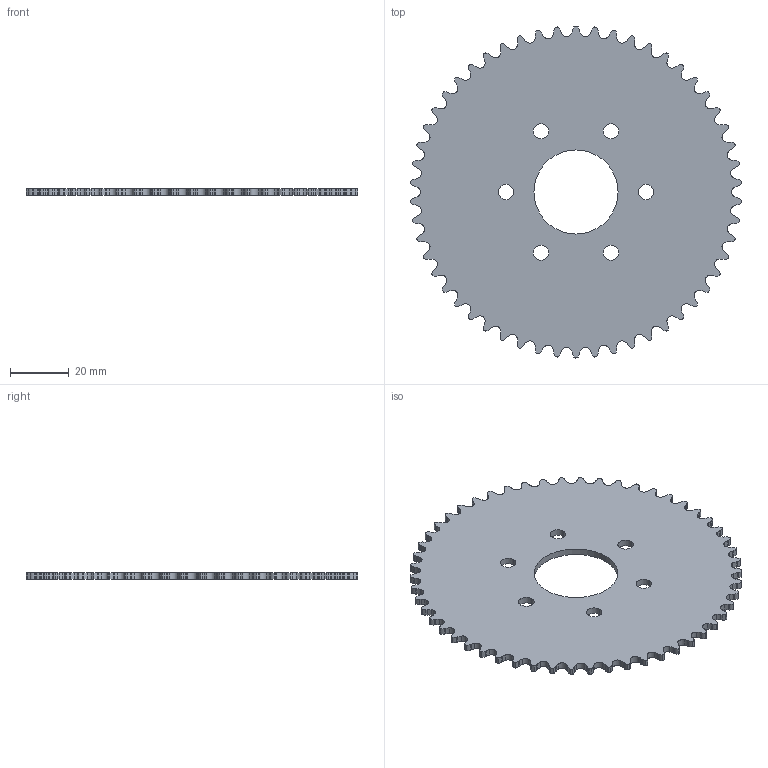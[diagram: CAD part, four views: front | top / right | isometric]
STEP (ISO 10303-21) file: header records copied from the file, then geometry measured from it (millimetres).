
FILE_DESCRIPTION (( 'STEP AP214' ), '1' );
FILE_NAME ('am-0663 S25-54L Sprocket.STEP', '2016-10-14T17:03:44', ( '' ), ( '' ), 'SwSTEP 2.0', 'SolidWorks 2014', '' );
FILE_SCHEMA (( 'AUTOMOTIVE_DESIGN' ));
Length unit declared in the file: inch
Products named in the file (1): am-0663 S25-54L Sprocket
Bounding box: 112.69 x 112.83 x 2.29 mm (x, y, z)
Volume: 19503.7 mm3; surface area: 18766.6 mm2
Topology: 1 solids, 1 shells, 477 faces, 1425 edges, 950 vertices
Faces by surface type: cylinder 367, plane 110
Entity records: 16501 total; most frequent: DIRECTION 3115, CARTESIAN_POINT 2853, ORIENTED_EDGE 2850, EDGE_CURVE 1425, AXIS2_PLACEMENT_3D 1212, VERTEX_POINT 950, CIRCLE 734, VECTOR 691
